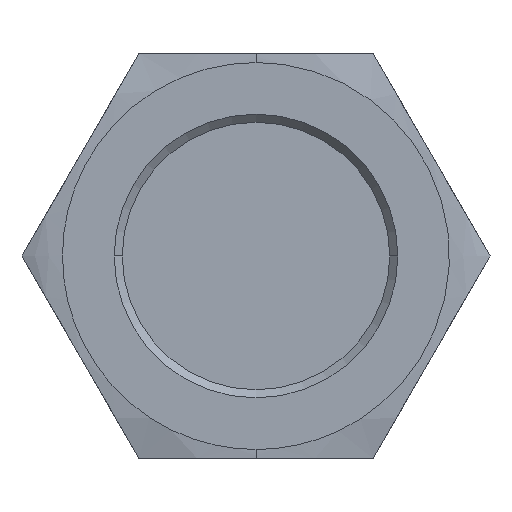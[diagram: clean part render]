
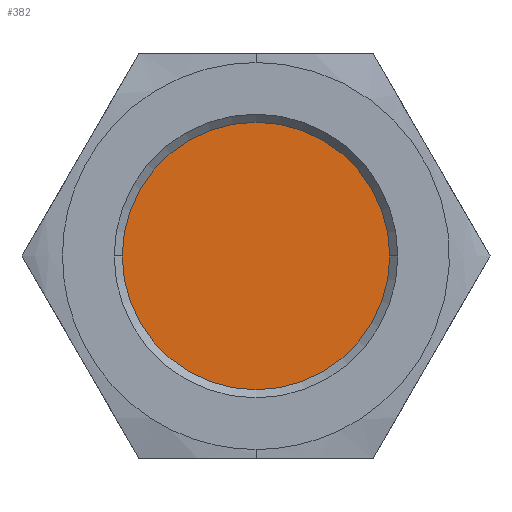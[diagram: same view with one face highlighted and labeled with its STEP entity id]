
A CAD part, front view. The second image highlights one B-rep face of the part: STEP entity #382.
In plain terms, the highlighted planar face has unit normal (0, -1, 0).
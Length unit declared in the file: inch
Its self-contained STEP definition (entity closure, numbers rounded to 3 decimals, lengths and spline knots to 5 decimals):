
#57 = EDGE_LOOP ( 'NONE', ( #179, #292 ) ) ;
#62 = DIRECTION ( 'NONE',  ( 0., 0., -1. ) ) ;
#77 = PLANE ( 'NONE',  #431 ) ;
#135 = CARTESIAN_POINT ( 'NONE',  ( 0., -0.5, 0.0825 ) ) ;
#139 = DIRECTION ( 'NONE',  ( 0., -1., 0. ) ) ;
#151 = DIRECTION ( 'NONE',  ( 0., 0., -1. ) ) ;
#179 = ORIENTED_EDGE ( 'NONE', *, *, #705, .T. ) ;
#189 = DIRECTION ( 'NONE',  ( 0., -1., 0. ) ) ;
#292 = ORIENTED_EDGE ( 'NONE', *, *, #672, .T. ) ;
#307 = CARTESIAN_POINT ( 'NONE',  ( 0., -0.5, 0. ) ) ;
#335 = AXIS2_PLACEMENT_3D ( 'NONE', #307, #523, #151 ) ;
#382 = ADVANCED_FACE ( 'NONE', ( #736 ), #77, .T. ) ;
#403 = VERTEX_POINT ( 'NONE', #622 ) ;
#424 = AXIS2_PLACEMENT_3D ( 'NONE', #513, #139, #872 ) ;
#431 = AXIS2_PLACEMENT_3D ( 'NONE', #565, #189, #62 ) ;
#454 = CIRCLE ( 'NONE', #335, 0.0825 ) ;
#513 = CARTESIAN_POINT ( 'NONE',  ( 0., -0.5, 0. ) ) ;
#523 = DIRECTION ( 'NONE',  ( 0., -1., 0. ) ) ;
#556 = CIRCLE ( 'NONE', #424, 0.0825 ) ;
#565 = CARTESIAN_POINT ( 'NONE',  ( 0., -0.5, 0. ) ) ;
#622 = CARTESIAN_POINT ( 'NONE',  ( 0., -0.5, -0.0825 ) ) ;
#672 = EDGE_CURVE ( 'NONE', #804, #403, #454, .T. ) ;
#705 = EDGE_CURVE ( 'NONE', #403, #804, #556, .T. ) ;
#736 = FACE_OUTER_BOUND ( 'NONE', #57, .T. ) ;
#804 = VERTEX_POINT ( 'NONE', #135 ) ;
#872 = DIRECTION ( 'NONE',  ( 0., 0., -1. ) ) ;
